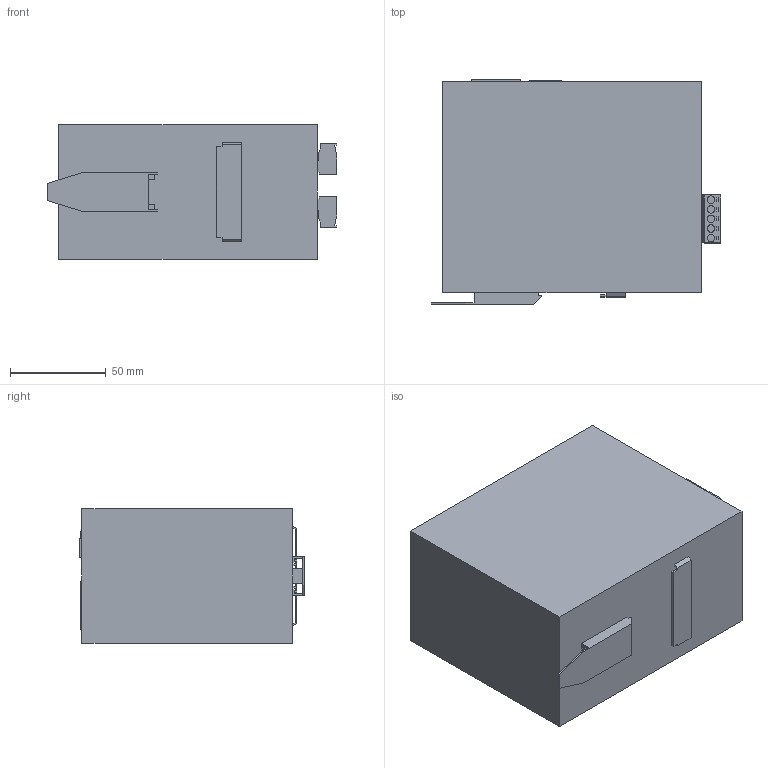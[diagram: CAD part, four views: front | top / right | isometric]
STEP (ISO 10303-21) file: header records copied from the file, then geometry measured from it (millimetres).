
FILE_DESCRIPTION(('SolidDesigner STEP Export'),'2;1');
FILE_NAME('2891953_FL_SWITCH_SFNT_15TX_FX-select.stp','2010-09-09T14:31:24',(''),(''),'CoCreate Modeling STEP processor for AP214 (Solid Model)','CoCreate Modeling 16.00A 16-Aug-2008 (C) Parametric Technology GmbH','');
FILE_SCHEMA(('AUTOMOTIVE_DESIGN { 1 0 10303 214 1 1 1 1 }'));
Length unit declared in the file: millimetre
Products named in the file (2): 2891953_FL_SWITCH_SFNT_15TX_FX-select
Assembly tree (1 placements, depth 2):
  2891953_FL_SWITCH_SFNT_15TX_FX-select
    2891953_FL_SWITCH_SFNT_15TX_FX-select
Bounding box: 150.9 x 117.35 x 70 mm (x, y, z)
Volume: 1042480.8 mm3; surface area: 74499.2 mm2
Topology: 1 solids, 1 shells, 524 faces, 1361 edges, 909 vertices
Faces by surface type: plane 464, cylinder 60
Entity records: 16768 total; most frequent: ORIENTED_EDGE 2722, CARTESIAN_POINT 2685, DIRECTION 2320, EDGE_CURVE 1361, VECTOR 1232, LINE 1232, VERTEX_POINT 909, EDGE_LOOP 602
